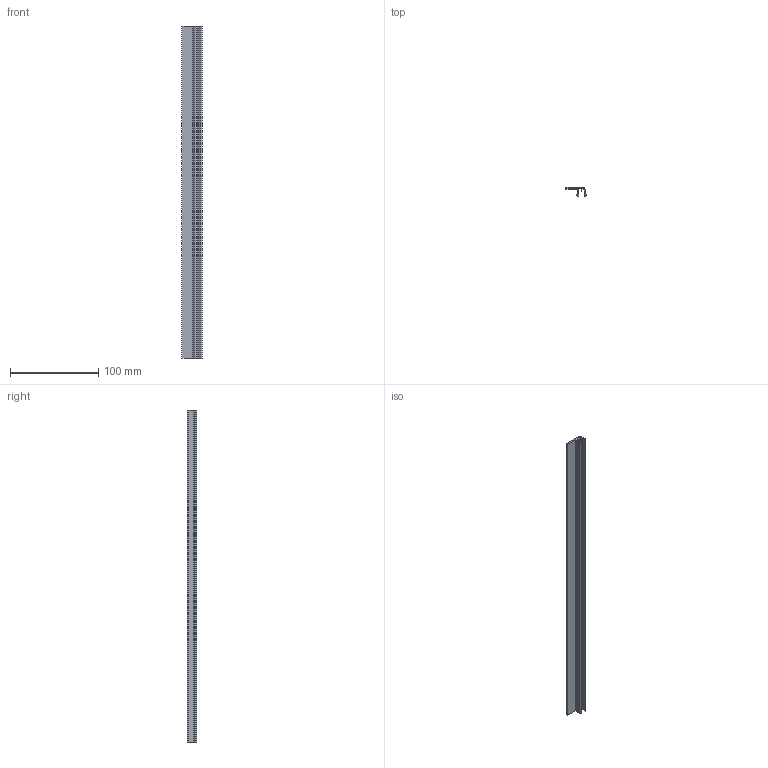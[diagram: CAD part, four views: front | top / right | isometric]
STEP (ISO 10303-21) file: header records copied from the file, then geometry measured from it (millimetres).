
FILE_DESCRIPTION (( 'STEP AP203' ), '1' );
FILE_NAME ('2188-A.STEP', '2015-11-19T10:23:45', ( '' ), ( '' ), 'SwSTEP 2.0', 'SolidWorks 2015', '' );
FILE_SCHEMA (( 'CONFIG_CONTROL_DESIGN' ));
Length unit declared in the file: millimetre
Products named in the file (1): 2188-A
Bounding box: 22.8 x 10.3 x 376 mm (x, y, z)
Volume: 20766.3 mm3; surface area: 32659.5 mm2
Topology: 1 solids, 1 shells, 37 faces, 105 edges, 70 vertices
Faces by surface type: cylinder 19, plane 18
Entity records: 1294 total; most frequent: DIRECTION 219, CARTESIAN_POINT 213, ORIENTED_EDGE 210, EDGE_CURVE 105, AXIS2_PLACEMENT_3D 76, VERTEX_POINT 70, VECTOR 67, LINE 67
